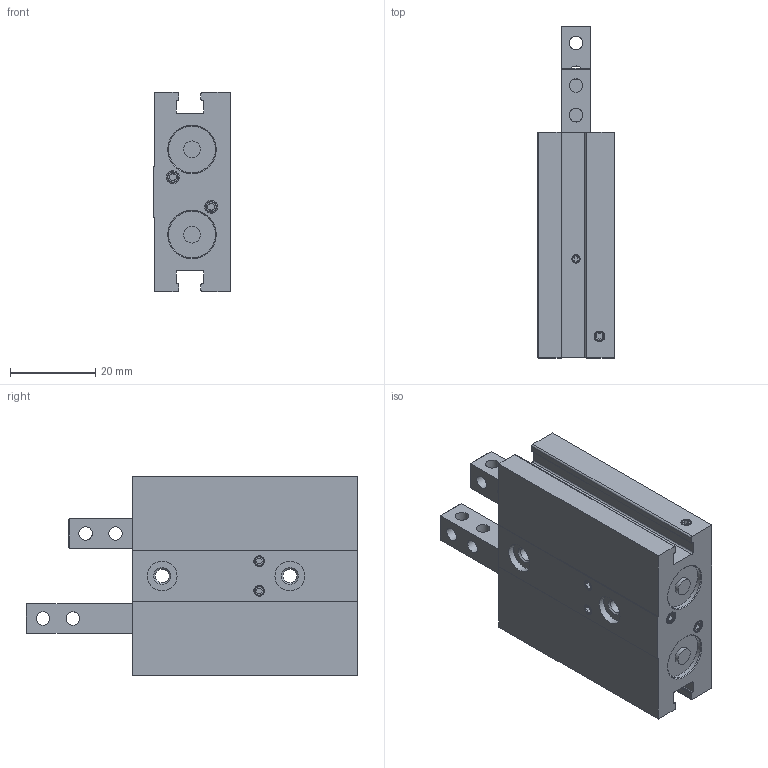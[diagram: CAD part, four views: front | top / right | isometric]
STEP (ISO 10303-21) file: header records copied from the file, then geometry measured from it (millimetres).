
FILE_DESCRIPTION(/* description */ ('STEP AP214'),/* implementation_level */ '2;1');
FILE_NAME(/* name */ '550908_HPV-10-10-A',/* time_stamp */ '2024-08-29T11:20:47+02:00',/* author */ ('License CC BY-ND 4.0'),/* organization */ ('CADENAS'),/* preprocessor_version */ 'ST-DEVELOPER v19.3',/* originating_system */ 'PARTsolutions',/* authorisation */ ' ');
FILE_SCHEMA (('AUTOMOTIVE_DESIGN {1 0 10303 214 3 1 1}'));
Length unit declared in the file: millimetre
Products named in the file (4): 550908 HPV-10-10-A---(0_1); 550908 HPV-10-10-A---(ZR_0_1); 550908 HPV-10-10-A---(JAW); DIN-913 - M3x4
Assembly tree (5 placements, depth 2):
  550908 HPV-10-10-A---(0_1)
    550908 HPV-10-10-A---(ZR_0_1)
    550908 HPV-10-10-A---(JAW)  x2
    DIN-913 - M3x4  x2
Bounding box: 18 x 78 x 47 mm (x, y, z)
Volume: 40070.8 mm3; surface area: 17632.8 mm2
Topology: 5 solids, 5 shells, 290 faces, 663 edges, 421 vertices
Faces by surface type: plane 177, cylinder 67, cone 43, torus 3
Full cylindrical faces by diameter (mm): 1.4 x2, 2.459 x2, 3 x2, 3.2 x16, 3.242 x2, 4 x2, 4.134 x2, 4.2 x1, 5 x4, 6 x6, 6.3 x4, 7 x2, 10 x4, 11 x2
Entity records: 6690 total; most frequent: CARTESIAN_POINT 1150, DIRECTION 1140, ORIENTED_EDGE 972, EDGE_CURVE 486, AXIS2_PLACEMENT_3D 408, FACE_BOUND 380, EDGE_LOOP 378, VERTEX_POINT 354
